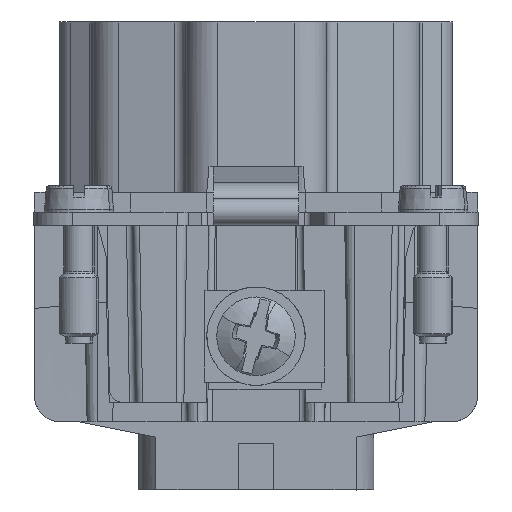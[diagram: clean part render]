
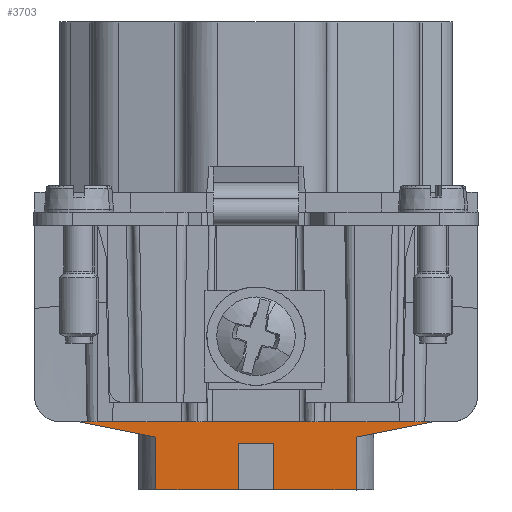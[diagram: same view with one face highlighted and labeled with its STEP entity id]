
A CAD part, front view. The second image highlights one B-rep face of the part: STEP entity #3703.
In plain terms, the highlighted planar face has unit normal (0, -1, 0).
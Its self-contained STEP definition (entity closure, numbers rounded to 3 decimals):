
#3532=AXIS2_PLACEMENT_3D('Plane Axis2P3D',#3529,#3530,#3531) ;
#3536=AXIS2_PLACEMENT_3D('Circle Axis2P3D',#3534,#3535,$) ;
#3566=AXIS2_PLACEMENT_3D('Circle Axis2P3D',#3564,#3565,$) ;
#3580=AXIS2_PLACEMENT_3D('Circle Axis2P3D',#3578,#3579,$) ;
#3594=AXIS2_PLACEMENT_3D('Circle Axis2P3D',#3592,#3593,$) ;
#3608=AXIS2_PLACEMENT_3D('Circle Axis2P3D',#3606,#3607,$) ;
#3636=AXIS2_PLACEMENT_3D('Circle Axis2P3D',#3634,#3635,$) ;
#144=CARTESIAN_POINT('Vertex',(24.638,15.3,0.)) ;
#147=CARTESIAN_POINT('Line Origine',(21.492,15.3,0.)) ;
#151=CARTESIAN_POINT('Vertex',(18.347,15.3,0.)) ;
#158=CARTESIAN_POINT('Vertex',(15.653,15.3,0.)) ;
#161=CARTESIAN_POINT('Line Origine',(12.508,15.3,0.)) ;
#165=CARTESIAN_POINT('Vertex',(9.362,15.3,0.)) ;
#3508=CARTESIAN_POINT('Line Origine',(9.362,15.3,4.925)) ;
#3512=CARTESIAN_POINT('Vertex',(9.362,15.3,4.03)) ;
#3529=CARTESIAN_POINT('Axis2P3D Location',(17.,15.3,20.2)) ;
#3534=CARTESIAN_POINT('Axis2P3D Location',(30.4,15.3,8.2)) ;
#3538=CARTESIAN_POINT('Vertex',(30.47,15.3,5.201)) ;
#3540=CARTESIAN_POINT('Vertex',(33.399,15.3,8.158)) ;
#3543=CARTESIAN_POINT('Line Origine',(33.45,15.3,11.729)) ;
#3547=CARTESIAN_POINT('Vertex',(33.5,15.3,15.3)) ;
#3550=CARTESIAN_POINT('Line Origine',(32.938,15.3,15.3)) ;
#3554=CARTESIAN_POINT('Vertex',(32.376,15.3,15.3)) ;
#3557=CARTESIAN_POINT('Line Origine',(32.376,15.3,11.75)) ;
#3561=CARTESIAN_POINT('Vertex',(32.376,15.3,8.2)) ;
#3564=CARTESIAN_POINT('Axis2P3D Location',(30.376,15.3,8.2)) ;
#3568=CARTESIAN_POINT('Vertex',(30.477,15.3,6.203)) ;
#3571=CARTESIAN_POINT('Line Origine',(30.477,15.3,6.209)) ;
#3575=CARTESIAN_POINT('Vertex',(30.477,15.3,6.216)) ;
#3578=CARTESIAN_POINT('Axis2P3D Location',(30.222,15.3,8.2)) ;
#3582=CARTESIAN_POINT('Vertex',(30.222,15.3,6.2)) ;
#3585=CARTESIAN_POINT('Line Origine',(17.,15.3,6.2)) ;
#3589=CARTESIAN_POINT('Vertex',(3.778,15.3,6.2)) ;
#3592=CARTESIAN_POINT('Axis2P3D Location',(3.778,15.3,8.2)) ;
#3596=CARTESIAN_POINT('Vertex',(3.523,15.3,6.216)) ;
#3599=CARTESIAN_POINT('Line Origine',(3.523,15.3,6.209)) ;
#3603=CARTESIAN_POINT('Vertex',(3.523,15.3,6.203)) ;
#3606=CARTESIAN_POINT('Axis2P3D Location',(3.624,15.3,8.2)) ;
#3610=CARTESIAN_POINT('Vertex',(1.624,15.3,8.2)) ;
#3613=CARTESIAN_POINT('Line Origine',(1.624,15.3,11.75)) ;
#3617=CARTESIAN_POINT('Vertex',(1.624,15.3,15.3)) ;
#3620=CARTESIAN_POINT('Line Origine',(1.062,15.3,15.3)) ;
#3624=CARTESIAN_POINT('Vertex',(0.5,15.3,15.3)) ;
#3627=CARTESIAN_POINT('Line Origine',(0.55,15.3,11.729)) ;
#3631=CARTESIAN_POINT('Vertex',(0.601,15.3,8.158)) ;
#3634=CARTESIAN_POINT('Axis2P3D Location',(3.6,15.3,8.2)) ;
#3638=CARTESIAN_POINT('Vertex',(3.53,15.3,5.201)) ;
#3641=CARTESIAN_POINT('Line Origine',(6.446,15.3,4.616)) ;
#3646=CARTESIAN_POINT('Line Origine',(15.653,15.3,1.792)) ;
#3650=CARTESIAN_POINT('Vertex',(15.653,15.3,3.584)) ;
#3653=CARTESIAN_POINT('Line Origine',(17.,15.3,3.584)) ;
#3657=CARTESIAN_POINT('Vertex',(18.347,15.3,3.584)) ;
#3660=CARTESIAN_POINT('Line Origine',(18.347,15.3,1.792)) ;
#3665=CARTESIAN_POINT('Line Origine',(24.638,15.3,2.015)) ;
#3669=CARTESIAN_POINT('Vertex',(24.638,15.3,4.03)) ;
#3672=CARTESIAN_POINT('Line Origine',(27.554,15.3,4.616)) ;
#148=DIRECTION('Vector Direction',(1.,0.,0.)) ;
#162=DIRECTION('Vector Direction',(1.,0.,0.)) ;
#3509=DIRECTION('Vector Direction',(0.,0.,-1.)) ;
#3530=DIRECTION('Axis2P3D Direction',(0.,1.,0.)) ;
#3531=DIRECTION('Axis2P3D XDirection',(1.,0.,0.)) ;
#3535=DIRECTION('Axis2P3D Direction',(0.,1.,0.)) ;
#3544=DIRECTION('Vector Direction',(0.014,0.,1.)) ;
#3551=DIRECTION('Vector Direction',(1.,0.,0.)) ;
#3558=DIRECTION('Vector Direction',(0.,0.,-1.)) ;
#3565=DIRECTION('Axis2P3D Direction',(0.,1.,0.)) ;
#3572=DIRECTION('Vector Direction',(0.,0.,1.)) ;
#3579=DIRECTION('Axis2P3D Direction',(0.,1.,0.)) ;
#3586=DIRECTION('Vector Direction',(-1.,0.,0.)) ;
#3593=DIRECTION('Axis2P3D Direction',(0.,1.,0.)) ;
#3600=DIRECTION('Vector Direction',(0.,0.,-1.)) ;
#3607=DIRECTION('Axis2P3D Direction',(0.,1.,0.)) ;
#3614=DIRECTION('Vector Direction',(0.,0.,-1.)) ;
#3621=DIRECTION('Vector Direction',(-1.,0.,0.)) ;
#3628=DIRECTION('Vector Direction',(-0.014,0.,1.)) ;
#3635=DIRECTION('Axis2P3D Direction',(0.,1.,0.)) ;
#3642=DIRECTION('Vector Direction',(-0.98,0.,0.197)) ;
#3647=DIRECTION('Vector Direction',(0.,0.,-1.)) ;
#3654=DIRECTION('Vector Direction',(1.,0.,0.)) ;
#3661=DIRECTION('Vector Direction',(0.,0.,-1.)) ;
#3666=DIRECTION('Vector Direction',(0.,0.,1.)) ;
#3673=DIRECTION('Vector Direction',(0.98,0.,0.197)) ;
#149=VECTOR('Line Direction',#148,1.) ;
#163=VECTOR('Line Direction',#162,1.) ;
#3510=VECTOR('Line Direction',#3509,1.) ;
#3545=VECTOR('Line Direction',#3544,1.) ;
#3552=VECTOR('Line Direction',#3551,1.) ;
#3559=VECTOR('Line Direction',#3558,1.) ;
#3573=VECTOR('Line Direction',#3572,1.) ;
#3587=VECTOR('Line Direction',#3586,1.) ;
#3601=VECTOR('Line Direction',#3600,1.) ;
#3615=VECTOR('Line Direction',#3614,1.) ;
#3622=VECTOR('Line Direction',#3621,1.) ;
#3629=VECTOR('Line Direction',#3628,1.) ;
#3643=VECTOR('Line Direction',#3642,1.) ;
#3648=VECTOR('Line Direction',#3647,1.) ;
#3655=VECTOR('Line Direction',#3654,1.) ;
#3662=VECTOR('Line Direction',#3661,1.) ;
#3667=VECTOR('Line Direction',#3666,1.) ;
#3674=VECTOR('Line Direction',#3673,1.) ;
#3678=ORIENTED_EDGE('',*,*,#3542,.T.) ;
#3679=ORIENTED_EDGE('',*,*,#3549,.T.) ;
#3680=ORIENTED_EDGE('',*,*,#3556,.T.) ;
#3681=ORIENTED_EDGE('',*,*,#3563,.T.) ;
#3682=ORIENTED_EDGE('',*,*,#3570,.T.) ;
#3683=ORIENTED_EDGE('',*,*,#3577,.T.) ;
#3684=ORIENTED_EDGE('',*,*,#3584,.F.) ;
#3685=ORIENTED_EDGE('',*,*,#3591,.F.) ;
#3686=ORIENTED_EDGE('',*,*,#3598,.F.) ;
#3687=ORIENTED_EDGE('',*,*,#3605,.T.) ;
#3688=ORIENTED_EDGE('',*,*,#3612,.F.) ;
#3689=ORIENTED_EDGE('',*,*,#3619,.F.) ;
#3690=ORIENTED_EDGE('',*,*,#3626,.F.) ;
#3691=ORIENTED_EDGE('',*,*,#3633,.F.) ;
#3692=ORIENTED_EDGE('',*,*,#3640,.F.) ;
#3693=ORIENTED_EDGE('',*,*,#3645,.F.) ;
#3694=ORIENTED_EDGE('',*,*,#3514,.T.) ;
#3695=ORIENTED_EDGE('',*,*,#167,.T.) ;
#3696=ORIENTED_EDGE('',*,*,#3652,.F.) ;
#3697=ORIENTED_EDGE('',*,*,#3659,.F.) ;
#3698=ORIENTED_EDGE('',*,*,#3664,.T.) ;
#3699=ORIENTED_EDGE('',*,*,#153,.T.) ;
#3700=ORIENTED_EDGE('',*,*,#3671,.T.) ;
#3701=ORIENTED_EDGE('',*,*,#3676,.T.) ;
#3703=ADVANCED_FACE('Hauptk\X2\00F6\X0\rper',(#3702),#3533,.F.) ;
#3537=CIRCLE('generated circle',#3536,3.) ;
#3567=CIRCLE('generated circle',#3566,2.) ;
#3581=CIRCLE('generated circle',#3580,2.) ;
#3595=CIRCLE('generated circle',#3594,2.) ;
#3609=CIRCLE('generated circle',#3608,2.) ;
#3637=CIRCLE('generated circle',#3636,3.) ;
#153=EDGE_CURVE('',#152,#145,#150,.T.) ;
#167=EDGE_CURVE('',#166,#159,#164,.T.) ;
#3514=EDGE_CURVE('',#3513,#166,#3511,.T.) ;
#3542=EDGE_CURVE('',#3539,#3541,#3537,.F.) ;
#3549=EDGE_CURVE('',#3541,#3548,#3546,.T.) ;
#3556=EDGE_CURVE('',#3548,#3555,#3553,.F.) ;
#3563=EDGE_CURVE('',#3555,#3562,#3560,.T.) ;
#3570=EDGE_CURVE('',#3562,#3569,#3567,.T.) ;
#3577=EDGE_CURVE('',#3569,#3576,#3574,.T.) ;
#3584=EDGE_CURVE('',#3583,#3576,#3581,.F.) ;
#3591=EDGE_CURVE('',#3590,#3583,#3588,.F.) ;
#3598=EDGE_CURVE('',#3597,#3590,#3595,.F.) ;
#3605=EDGE_CURVE('',#3597,#3604,#3602,.T.) ;
#3612=EDGE_CURVE('',#3611,#3604,#3609,.F.) ;
#3619=EDGE_CURVE('',#3618,#3611,#3616,.T.) ;
#3626=EDGE_CURVE('',#3625,#3618,#3623,.F.) ;
#3633=EDGE_CURVE('',#3632,#3625,#3630,.T.) ;
#3640=EDGE_CURVE('',#3639,#3632,#3637,.T.) ;
#3645=EDGE_CURVE('',#3513,#3639,#3644,.T.) ;
#3652=EDGE_CURVE('',#3651,#159,#3649,.T.) ;
#3659=EDGE_CURVE('',#3658,#3651,#3656,.F.) ;
#3664=EDGE_CURVE('',#3658,#152,#3663,.T.) ;
#3671=EDGE_CURVE('',#145,#3670,#3668,.T.) ;
#3676=EDGE_CURVE('',#3670,#3539,#3675,.T.) ;
#3677=EDGE_LOOP('',(#3678,#3679,#3680,#3681,#3682,#3683,#3684,#3685,#3686,#3687,#3688,#3689,#3690,#3691,#3692,#3693,#3694,#3695,#3696,#3697,#3698,#3699,#3700,#3701)) ;
#3702=FACE_OUTER_BOUND('',#3677,.T.) ;
#150=LINE('Line',#147,#149) ;
#164=LINE('Line',#161,#163) ;
#3511=LINE('Line',#3508,#3510) ;
#3546=LINE('Line',#3543,#3545) ;
#3553=LINE('Line',#3550,#3552) ;
#3560=LINE('Line',#3557,#3559) ;
#3574=LINE('Line',#3571,#3573) ;
#3588=LINE('Line',#3585,#3587) ;
#3602=LINE('Line',#3599,#3601) ;
#3616=LINE('Line',#3613,#3615) ;
#3623=LINE('Line',#3620,#3622) ;
#3630=LINE('Line',#3627,#3629) ;
#3644=LINE('Line',#3641,#3643) ;
#3649=LINE('Line',#3646,#3648) ;
#3656=LINE('Line',#3653,#3655) ;
#3663=LINE('Line',#3660,#3662) ;
#3668=LINE('Line',#3665,#3667) ;
#3675=LINE('Line',#3672,#3674) ;
#3533=PLANE('',#3532) ;
#145=VERTEX_POINT('',#144) ;
#152=VERTEX_POINT('',#151) ;
#159=VERTEX_POINT('',#158) ;
#166=VERTEX_POINT('',#165) ;
#3513=VERTEX_POINT('',#3512) ;
#3539=VERTEX_POINT('',#3538) ;
#3541=VERTEX_POINT('',#3540) ;
#3548=VERTEX_POINT('',#3547) ;
#3555=VERTEX_POINT('',#3554) ;
#3562=VERTEX_POINT('',#3561) ;
#3569=VERTEX_POINT('',#3568) ;
#3576=VERTEX_POINT('',#3575) ;
#3583=VERTEX_POINT('',#3582) ;
#3590=VERTEX_POINT('',#3589) ;
#3597=VERTEX_POINT('',#3596) ;
#3604=VERTEX_POINT('',#3603) ;
#3611=VERTEX_POINT('',#3610) ;
#3618=VERTEX_POINT('',#3617) ;
#3625=VERTEX_POINT('',#3624) ;
#3632=VERTEX_POINT('',#3631) ;
#3639=VERTEX_POINT('',#3638) ;
#3651=VERTEX_POINT('',#3650) ;
#3658=VERTEX_POINT('',#3657) ;
#3670=VERTEX_POINT('',#3669) ;
